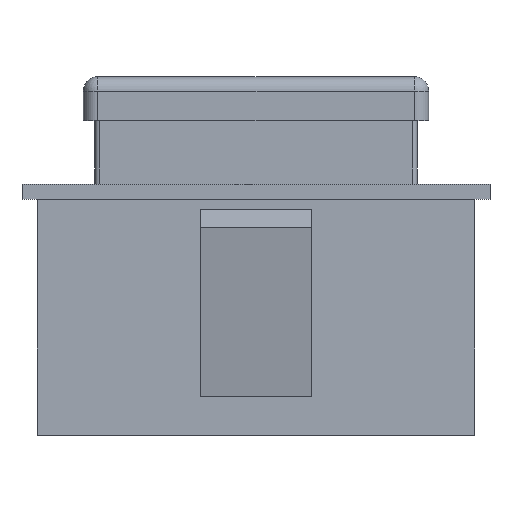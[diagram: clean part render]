
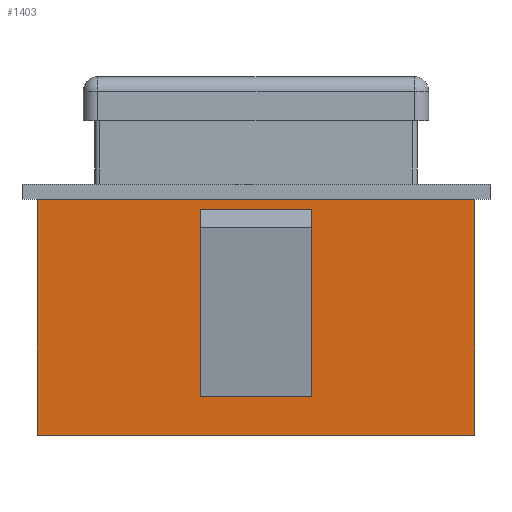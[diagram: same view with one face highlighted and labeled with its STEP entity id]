
A CAD part, front view. The second image highlights one B-rep face of the part: STEP entity #1403.
In plain terms, the highlighted planar face has unit normal (0, -1, 0).
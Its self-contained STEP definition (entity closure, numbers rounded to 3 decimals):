
#42=DIRECTION('',(1.,0.,0.));
#43=VECTOR('',#42,45.6);
#44=CARTESIAN_POINT('',(-22.8,-7.,0.));
#45=LINE('',#44,#43);
#424=DIRECTION('',(0.,0.,-1.));
#425=VECTOR('',#424,24.6);
#426=CARTESIAN_POINT('',(-22.8,-7.,0.));
#427=LINE('',#426,#425);
#428=DIRECTION('',(0.,0.,1.));
#429=VECTOR('',#428,19.6);
#430=CARTESIAN_POINT('',(-5.8,-7.,-20.6));
#431=LINE('',#430,#429);
#432=DIRECTION('',(1.,0.,0.));
#433=VECTOR('',#432,11.6);
#434=CARTESIAN_POINT('',(-5.8,-7.,-20.6));
#435=LINE('',#434,#433);
#436=DIRECTION('',(0.,0.,1.));
#437=VECTOR('',#436,19.6);
#438=CARTESIAN_POINT('',(5.8,-7.,-20.6));
#439=LINE('',#438,#437);
#440=DIRECTION('',(1.,0.,0.));
#441=VECTOR('',#440,11.6);
#442=CARTESIAN_POINT('',(-5.8,-7.,-1.));
#443=LINE('',#442,#441);
#444=DIRECTION('',(0.,0.,-1.));
#445=VECTOR('',#444,24.6);
#446=CARTESIAN_POINT('',(22.8,-7.,0.));
#447=LINE('',#446,#445);
#488=DIRECTION('',(1.,0.,0.));
#489=VECTOR('',#488,45.6);
#490=CARTESIAN_POINT('',(-22.8,-7.,-24.6));
#491=LINE('',#490,#489);
#621=CARTESIAN_POINT('',(-22.8,-7.,-24.6));
#623=VERTEX_POINT('',#621);
#624=CARTESIAN_POINT('',(22.8,-7.,-24.6));
#625=VERTEX_POINT('',#624);
#629=CARTESIAN_POINT('',(-22.8,-7.,0.));
#631=VERTEX_POINT('',#629);
#632=CARTESIAN_POINT('',(22.8,-7.,0.));
#633=VERTEX_POINT('',#632);
#644=CARTESIAN_POINT('',(-5.8,-7.,-20.6));
#645=CARTESIAN_POINT('',(-5.8,-7.,-1.));
#646=VERTEX_POINT('',#644);
#647=VERTEX_POINT('',#645);
#648=CARTESIAN_POINT('',(5.8,-7.,-20.6));
#649=CARTESIAN_POINT('',(5.8,-7.,-1.));
#650=VERTEX_POINT('',#648);
#651=VERTEX_POINT('',#649);
#1380=CARTESIAN_POINT('',(-22.8,-7.,0.));
#1381=DIRECTION('',(0.,-1.,0.));
#1382=DIRECTION('',(1.,0.,0.));
#1383=AXIS2_PLACEMENT_3D('',#1380,#1381,#1382);
#1384=PLANE('',#1383);
#1385=ORIENTED_EDGE('',*,*,#805,.T.);
#1387=ORIENTED_EDGE('',*,*,#1386,.T.);
#1389=ORIENTED_EDGE('',*,*,#1388,.F.);
#1390=ORIENTED_EDGE('',*,*,#1361,.F.);
#1391=EDGE_LOOP('',(#1385,#1387,#1389,#1390));
#1392=FACE_OUTER_BOUND('',#1391,.F.);
#1394=ORIENTED_EDGE('',*,*,#1393,.F.);
#1396=ORIENTED_EDGE('',*,*,#1395,.T.);
#1398=ORIENTED_EDGE('',*,*,#1397,.T.);
#1400=ORIENTED_EDGE('',*,*,#1399,.F.);
#1401=EDGE_LOOP('',(#1394,#1396,#1398,#1400));
#1402=FACE_BOUND('',#1401,.F.);
#1403=ADVANCED_FACE('',(#1392,#1402),#1384,.T.);
#805=EDGE_CURVE('',#631,#633,#45,.T.);
#1361=EDGE_CURVE('',#631,#623,#427,.T.);
#1386=EDGE_CURVE('',#633,#625,#447,.T.);
#1388=EDGE_CURVE('',#623,#625,#491,.T.);
#1393=EDGE_CURVE('',#646,#647,#431,.T.);
#1395=EDGE_CURVE('',#646,#650,#435,.T.);
#1397=EDGE_CURVE('',#650,#651,#439,.T.);
#1399=EDGE_CURVE('',#647,#651,#443,.T.);
